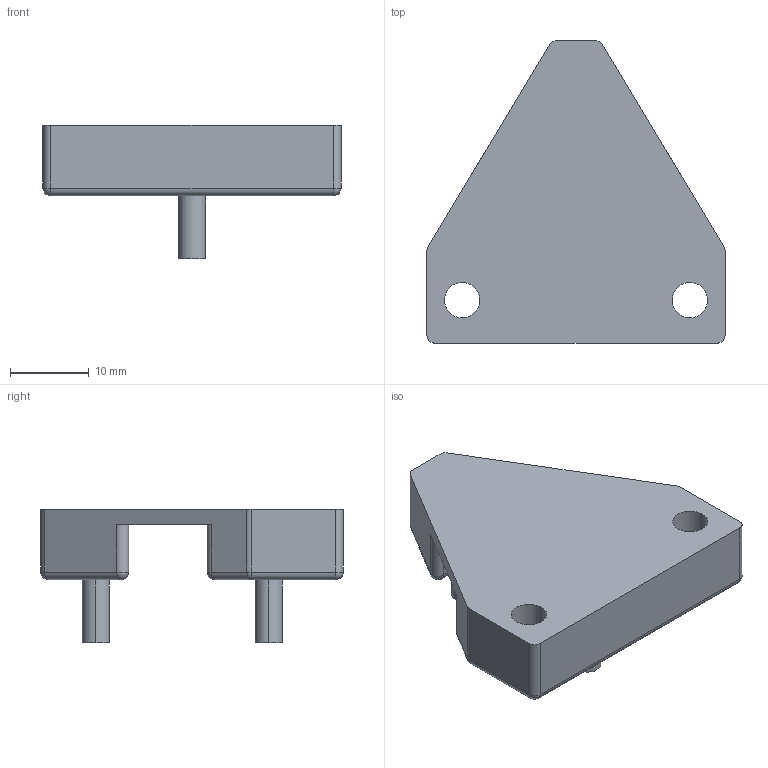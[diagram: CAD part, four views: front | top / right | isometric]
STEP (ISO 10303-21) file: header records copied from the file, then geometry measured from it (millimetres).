
FILE_DESCRIPTION (( 'STEP AP214' ), '1' );
FILE_NAME ('Alignment tool buggy bracket.STEP', '2022-06-02T10:21:18', ( '' ), ( '' ), 'SwSTEP 2.0', 'SolidWorks 2020', '' );
FILE_SCHEMA (( 'AUTOMOTIVE_DESIGN' ));
Length unit declared in the file: millimetre
Products named in the file (1): Alignment tool buggy bracket
Bounding box: 37.93 x 38.46 x 17 mm (x, y, z)
Volume: 7366.4 mm3; surface area: 3697.8 mm2
Topology: 1 solids, 1 shells, 57 faces, 131 edges, 72 vertices
Faces by surface type: cylinder 29, plane 14, sphere 10, torus 4
Entity records: 1595 total; most frequent: DIRECTION 307, CARTESIAN_POINT 255, ORIENTED_EDGE 250, EDGE_CURVE 125, AXIS2_PLACEMENT_3D 124, VERTEX_POINT 72, CIRCLE 66, EDGE_LOOP 63
